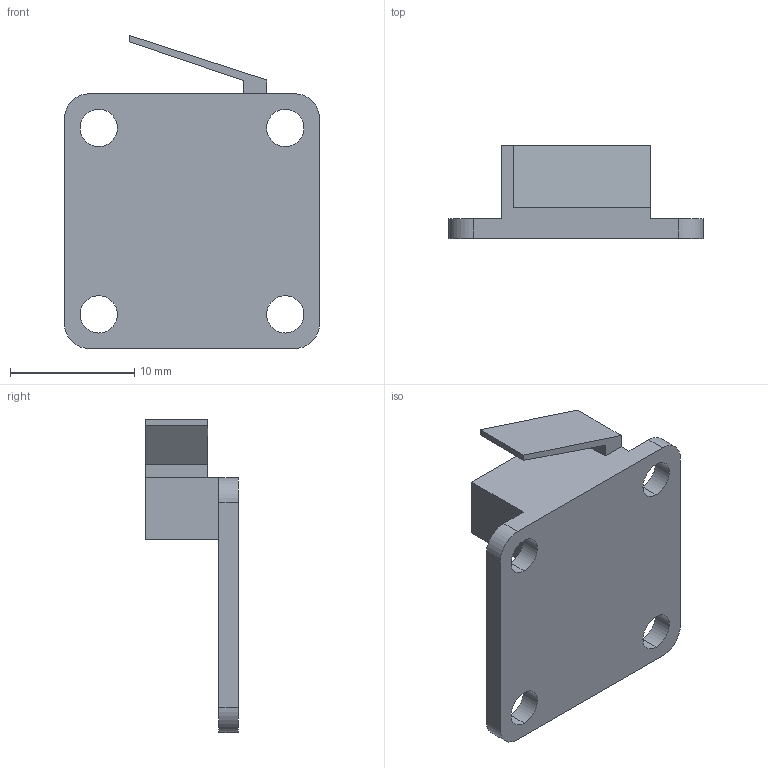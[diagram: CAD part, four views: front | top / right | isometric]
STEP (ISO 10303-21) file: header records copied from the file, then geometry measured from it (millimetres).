
FILE_DESCRIPTION (( 'STEP AP203' ), '1' );
FILE_NAME ('Limit Switch.STEP', '2020-06-22T11:19:34', ( '' ), ( '' ), 'SwSTEP 2.0', 'SolidWorks 2018', '' );
FILE_SCHEMA (( 'CONFIG_CONTROL_DESIGN' ));
Length unit declared in the file: millimetre
Products named in the file (1): Limit Switch
Bounding box: 20.5 x 7.48 x 25.19 mm (x, y, z)
Volume: 1010.8 mm3; surface area: 1289.1 mm2
Topology: 1 solids, 1 shells, 27 faces, 79 edges, 52 vertices
Faces by surface type: plane 15, cylinder 12
Entity records: 996 total; most frequent: DIRECTION 161, CARTESIAN_POINT 159, ORIENTED_EDGE 158, EDGE_CURVE 79, AXIS2_PLACEMENT_3D 54, LINE 53, VECTOR 53, VERTEX_POINT 52
